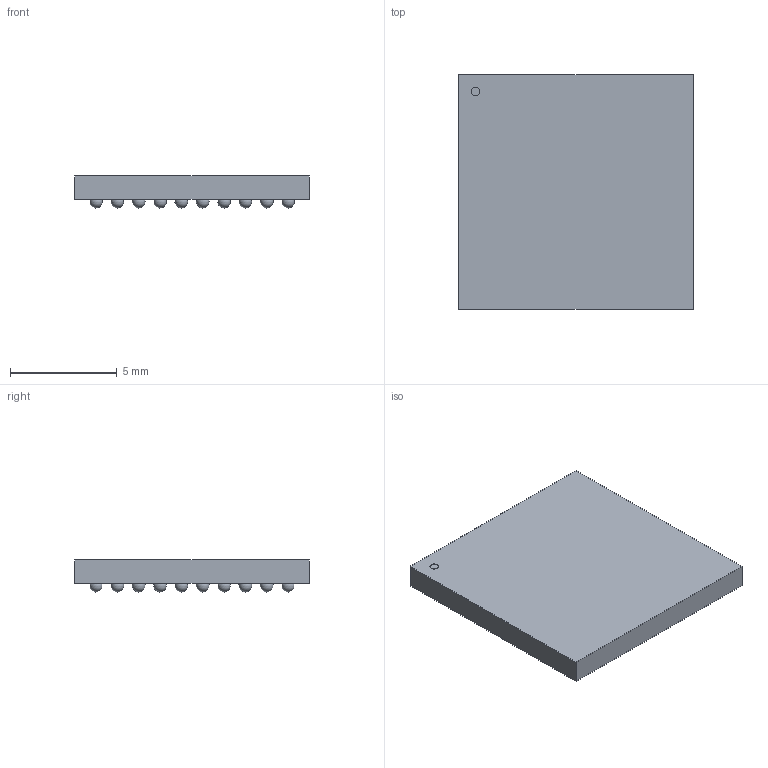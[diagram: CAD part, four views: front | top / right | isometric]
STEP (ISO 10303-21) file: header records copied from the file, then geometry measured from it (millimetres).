
FILE_DESCRIPTION(('FreeCAD Model'),'2;1');
FILE_NAME('FBGA_100.stp','2015-04-12T08:54:42',( 'FreeCAD'),('FreeCAD'),'Open CASCADE STEP processor 6.7','FreeCAD', 'Unknown');
FILE_SCHEMA(('AUTOMOTIVE_DESIGN_CC2 { 1 2 10303 214 -1 1 5 4 }'));
Length unit declared in the file: millimetre
Products named in the file (2): Pocket; Array
Bounding box: 11 x 11 x 1.5 mm (x, y, z)
Volume: 144.4 mm3; surface area: 403.5 mm2
Topology: 101 solids, 101 shells, 108 faces, 315 edges, 210 vertices
Faces by surface type: sphere 100, plane 7, cylinder 1
Full cylindrical faces by diameter (mm): 0.4 x1
Entity records: 2580 total; most frequent: CARTESIAN_POINT 270, DIRECTION 264, AXIS2_PLACEMENT_3D 111, VERTEX_POINT 110, FACE_BOUND 109, ADVANCED_FACE 108, STYLED_ITEM 108, PRESENTATION_STYLE_ASSIGNMENT 108
